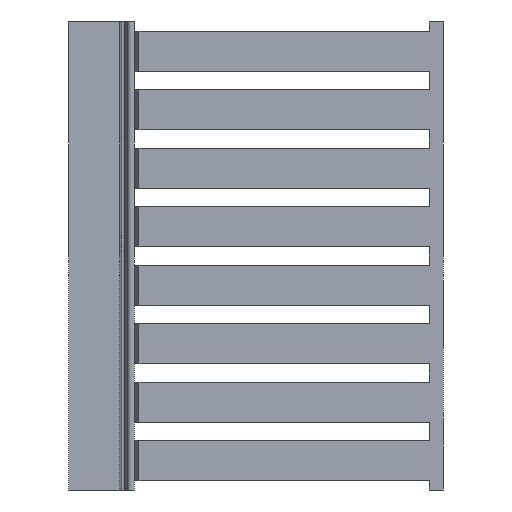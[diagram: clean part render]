
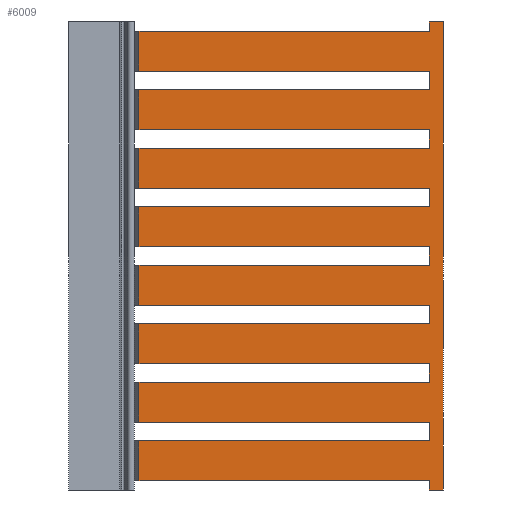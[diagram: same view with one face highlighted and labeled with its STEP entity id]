
A CAD part, left-side view. The second image highlights one B-rep face of the part: STEP entity #6009.
In plain terms, the highlighted planar face has unit normal (-1, 0, 0).
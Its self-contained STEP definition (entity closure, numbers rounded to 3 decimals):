
#559=DIRECTION('',(0.,0.,-1.));
#560=VECTOR('',#559,2.);
#561=CARTESIAN_POINT('',(-60.,3.,100.));
#562=LINE('',#561,#560);
#571=DIRECTION('',(0.,0.,-1.));
#572=VECTOR('',#571,4.);
#573=CARTESIAN_POINT('',(-60.,3.,89.5));
#574=LINE('',#573,#572);
#583=DIRECTION('',(0.,0.,-1.));
#584=VECTOR('',#583,4.);
#585=CARTESIAN_POINT('',(-60.,3.,77.));
#586=LINE('',#585,#584);
#595=DIRECTION('',(0.,0.,-1.));
#596=VECTOR('',#595,4.);
#597=CARTESIAN_POINT('',(-60.,3.,64.5));
#598=LINE('',#597,#596);
#607=DIRECTION('',(0.,0.,-1.));
#608=VECTOR('',#607,4.);
#609=CARTESIAN_POINT('',(-60.,3.,52.));
#610=LINE('',#609,#608);
#619=DIRECTION('',(0.,0.,-1.));
#620=VECTOR('',#619,4.);
#621=CARTESIAN_POINT('',(-60.,3.,39.5));
#622=LINE('',#621,#620);
#631=DIRECTION('',(0.,0.,-1.));
#632=VECTOR('',#631,4.);
#633=CARTESIAN_POINT('',(-60.,3.,27.));
#634=LINE('',#633,#632);
#643=DIRECTION('',(0.,0.,-1.));
#644=VECTOR('',#643,4.);
#645=CARTESIAN_POINT('',(-60.,3.,14.5));
#646=LINE('',#645,#644);
#655=DIRECTION('',(0.,0.,1.));
#656=VECTOR('',#655,2.);
#657=CARTESIAN_POINT('',(-60.,3.,0.));
#658=LINE('',#657,#656);
#875=DIRECTION('',(0.,1.,0.));
#876=VECTOR('',#875,3.);
#877=CARTESIAN_POINT('',(-60.,0.,0.));
#878=LINE('',#877,#876);
#883=DIRECTION('',(0.,0.,1.));
#884=VECTOR('',#883,8.5);
#885=CARTESIAN_POINT('',(-60.,65.,2.));
#886=LINE('',#885,#884);
#887=DIRECTION('',(0.,0.,1.));
#888=VECTOR('',#887,8.5);
#889=CARTESIAN_POINT('',(-60.,65.,14.5));
#890=LINE('',#889,#888);
#891=DIRECTION('',(0.,0.,1.));
#892=VECTOR('',#891,8.5);
#893=CARTESIAN_POINT('',(-60.,65.,27.));
#894=LINE('',#893,#892);
#895=DIRECTION('',(0.,0.,1.));
#896=VECTOR('',#895,8.5);
#897=CARTESIAN_POINT('',(-60.,65.,39.5));
#898=LINE('',#897,#896);
#899=DIRECTION('',(0.,0.,1.));
#900=VECTOR('',#899,8.5);
#901=CARTESIAN_POINT('',(-60.,65.,52.));
#902=LINE('',#901,#900);
#903=DIRECTION('',(0.,0.,1.));
#904=VECTOR('',#903,8.5);
#905=CARTESIAN_POINT('',(-60.,65.,64.5));
#906=LINE('',#905,#904);
#907=DIRECTION('',(0.,0.,1.));
#908=VECTOR('',#907,8.5);
#909=CARTESIAN_POINT('',(-60.,65.,77.));
#910=LINE('',#909,#908);
#911=DIRECTION('',(0.,0.,1.));
#912=VECTOR('',#911,8.5);
#913=CARTESIAN_POINT('',(-60.,65.,89.5));
#914=LINE('',#913,#912);
#915=DIRECTION('',(0.,0.,-1.));
#916=VECTOR('',#915,100.);
#917=CARTESIAN_POINT('',(-60.,0.,100.));
#918=LINE('',#917,#916);
#935=DIRECTION('',(0.,-1.,0.));
#936=VECTOR('',#935,62.);
#937=CARTESIAN_POINT('',(-60.,65.,2.));
#938=LINE('',#937,#936);
#1099=DIRECTION('',(0.,-1.,0.));
#1100=VECTOR('',#1099,62.);
#1101=CARTESIAN_POINT('',(-60.,65.,89.5));
#1102=LINE('',#1101,#1100);
#1159=DIRECTION('',(0.,1.,0.));
#1160=VECTOR('',#1159,3.);
#1161=CARTESIAN_POINT('',(-60.,0.,100.));
#1162=LINE('',#1161,#1160);
#1167=DIRECTION('',(0.,1.,0.));
#1168=VECTOR('',#1167,62.);
#1169=CARTESIAN_POINT('',(-60.,3.,98.));
#1170=LINE('',#1169,#1168);
#1235=DIRECTION('',(0.,1.,0.));
#1236=VECTOR('',#1235,62.);
#1237=CARTESIAN_POINT('',(-60.,3.,10.5));
#1238=LINE('',#1237,#1236);
#2013=DIRECTION('',(0.,-1.,0.));
#2014=VECTOR('',#2013,62.);
#2015=CARTESIAN_POINT('',(-60.,65.,77.));
#2016=LINE('',#2015,#2014);
#2137=DIRECTION('',(0.,1.,0.));
#2138=VECTOR('',#2137,62.);
#2139=CARTESIAN_POINT('',(-60.,3.,85.5));
#2140=LINE('',#2139,#2138);
#2345=DIRECTION('',(0.,-1.,0.));
#2346=VECTOR('',#2345,62.);
#2347=CARTESIAN_POINT('',(-60.,65.,64.5));
#2348=LINE('',#2347,#2346);
#2469=DIRECTION('',(0.,1.,0.));
#2470=VECTOR('',#2469,62.);
#2471=CARTESIAN_POINT('',(-60.,3.,73.));
#2472=LINE('',#2471,#2470);
#3083=DIRECTION('',(0.,1.,0.));
#3084=VECTOR('',#3083,62.);
#3085=CARTESIAN_POINT('',(-60.,3.,23.));
#3086=LINE('',#3085,#3084);
#3507=DIRECTION('',(0.,-1.,0.));
#3508=VECTOR('',#3507,62.);
#3509=CARTESIAN_POINT('',(-60.,65.,27.));
#3510=LINE('',#3509,#3508);
#3543=DIRECTION('',(0.,1.,0.));
#3544=VECTOR('',#3543,62.);
#3545=CARTESIAN_POINT('',(-60.,3.,35.5));
#3546=LINE('',#3545,#3544);
#3679=DIRECTION('',(0.,-1.,0.));
#3680=VECTOR('',#3679,62.);
#3681=CARTESIAN_POINT('',(-60.,65.,39.5));
#3682=LINE('',#3681,#3680);
#3715=DIRECTION('',(0.,1.,0.));
#3716=VECTOR('',#3715,62.);
#3717=CARTESIAN_POINT('',(-60.,3.,48.));
#3718=LINE('',#3717,#3716);
#3851=DIRECTION('',(0.,-1.,0.));
#3852=VECTOR('',#3851,62.);
#3853=CARTESIAN_POINT('',(-60.,65.,52.));
#3854=LINE('',#3853,#3852);
#3887=DIRECTION('',(0.,1.,0.));
#3888=VECTOR('',#3887,62.);
#3889=CARTESIAN_POINT('',(-60.,3.,60.5));
#3890=LINE('',#3889,#3888);
#3959=DIRECTION('',(0.,-1.,0.));
#3960=VECTOR('',#3959,62.);
#3961=CARTESIAN_POINT('',(-60.,65.,14.5));
#3962=LINE('',#3961,#3960);
#4795=CARTESIAN_POINT('',(-60.,0.,0.));
#4796=CARTESIAN_POINT('',(-60.,3.,0.));
#4797=VERTEX_POINT('',#4795);
#4798=VERTEX_POINT('',#4796);
#4799=CARTESIAN_POINT('',(-60.,3.,2.));
#4800=VERTEX_POINT('',#4799);
#4801=CARTESIAN_POINT('',(-60.,3.,14.5));
#4802=VERTEX_POINT('',#4801);
#4803=CARTESIAN_POINT('',(-60.,3.,10.5));
#4804=VERTEX_POINT('',#4803);
#4805=CARTESIAN_POINT('',(-60.,3.,27.));
#4806=VERTEX_POINT('',#4805);
#4807=CARTESIAN_POINT('',(-60.,3.,23.));
#4808=VERTEX_POINT('',#4807);
#4809=CARTESIAN_POINT('',(-60.,3.,39.5));
#4810=VERTEX_POINT('',#4809);
#4811=CARTESIAN_POINT('',(-60.,3.,35.5));
#4812=VERTEX_POINT('',#4811);
#4813=CARTESIAN_POINT('',(-60.,3.,52.));
#4814=VERTEX_POINT('',#4813);
#4815=CARTESIAN_POINT('',(-60.,3.,48.));
#4816=VERTEX_POINT('',#4815);
#4817=CARTESIAN_POINT('',(-60.,3.,64.5));
#4818=VERTEX_POINT('',#4817);
#4819=CARTESIAN_POINT('',(-60.,3.,60.5));
#4820=VERTEX_POINT('',#4819);
#4821=CARTESIAN_POINT('',(-60.,3.,77.));
#4822=VERTEX_POINT('',#4821);
#4823=CARTESIAN_POINT('',(-60.,3.,73.));
#4824=VERTEX_POINT('',#4823);
#4825=CARTESIAN_POINT('',(-60.,3.,89.5));
#4826=VERTEX_POINT('',#4825);
#4827=CARTESIAN_POINT('',(-60.,3.,85.5));
#4828=VERTEX_POINT('',#4827);
#4829=CARTESIAN_POINT('',(-60.,0.,100.));
#4830=CARTESIAN_POINT('',(-60.,3.,100.));
#4831=VERTEX_POINT('',#4829);
#4832=VERTEX_POINT('',#4830);
#4833=CARTESIAN_POINT('',(-60.,3.,98.));
#4834=VERTEX_POINT('',#4833);
#5096=CARTESIAN_POINT('',(-60.,65.,98.));
#5098=VERTEX_POINT('',#5096);
#5120=CARTESIAN_POINT('',(-60.,65.,85.5));
#5122=VERTEX_POINT('',#5120);
#5144=CARTESIAN_POINT('',(-60.,65.,73.));
#5146=VERTEX_POINT('',#5144);
#5168=CARTESIAN_POINT('',(-60.,65.,60.5));
#5170=VERTEX_POINT('',#5168);
#5192=CARTESIAN_POINT('',(-60.,65.,48.));
#5194=VERTEX_POINT('',#5192);
#5216=CARTESIAN_POINT('',(-60.,65.,35.5));
#5218=VERTEX_POINT('',#5216);
#5240=CARTESIAN_POINT('',(-60.,65.,23.));
#5242=VERTEX_POINT('',#5240);
#5264=CARTESIAN_POINT('',(-60.,65.,10.5));
#5266=VERTEX_POINT('',#5264);
#5288=CARTESIAN_POINT('',(-60.,65.,2.));
#5290=VERTEX_POINT('',#5288);
#5312=CARTESIAN_POINT('',(-60.,65.,14.5));
#5314=VERTEX_POINT('',#5312);
#5336=CARTESIAN_POINT('',(-60.,65.,27.));
#5338=VERTEX_POINT('',#5336);
#5360=CARTESIAN_POINT('',(-60.,65.,39.5));
#5362=VERTEX_POINT('',#5360);
#5384=CARTESIAN_POINT('',(-60.,65.,52.));
#5386=VERTEX_POINT('',#5384);
#5408=CARTESIAN_POINT('',(-60.,65.,64.5));
#5410=VERTEX_POINT('',#5408);
#5432=CARTESIAN_POINT('',(-60.,65.,77.));
#5434=VERTEX_POINT('',#5432);
#5456=CARTESIAN_POINT('',(-60.,65.,89.5));
#5458=VERTEX_POINT('',#5456);
#5941=CARTESIAN_POINT('',(-60.,62.6,0.));
#5942=DIRECTION('',(-1.,0.,0.));
#5943=DIRECTION('',(0.,-1.,0.));
#5944=AXIS2_PLACEMENT_3D('',#5941,#5942,#5943);
#5945=PLANE('',#5944);
#5947=ORIENTED_EDGE('',*,*,#5946,.F.);
#5949=ORIENTED_EDGE('',*,*,#5948,.T.);
#5951=ORIENTED_EDGE('',*,*,#5950,.F.);
#5952=ORIENTED_EDGE('',*,*,#5798,.F.);
#5954=ORIENTED_EDGE('',*,*,#5953,.F.);
#5956=ORIENTED_EDGE('',*,*,#5955,.T.);
#5958=ORIENTED_EDGE('',*,*,#5957,.F.);
#5959=ORIENTED_EDGE('',*,*,#5790,.F.);
#5961=ORIENTED_EDGE('',*,*,#5960,.F.);
#5963=ORIENTED_EDGE('',*,*,#5962,.T.);
#5965=ORIENTED_EDGE('',*,*,#5964,.F.);
#5966=ORIENTED_EDGE('',*,*,#5782,.F.);
#5968=ORIENTED_EDGE('',*,*,#5967,.F.);
#5970=ORIENTED_EDGE('',*,*,#5969,.T.);
#5972=ORIENTED_EDGE('',*,*,#5971,.F.);
#5973=ORIENTED_EDGE('',*,*,#5774,.F.);
#5975=ORIENTED_EDGE('',*,*,#5974,.F.);
#5977=ORIENTED_EDGE('',*,*,#5976,.T.);
#5979=ORIENTED_EDGE('',*,*,#5978,.F.);
#5980=ORIENTED_EDGE('',*,*,#5766,.F.);
#5982=ORIENTED_EDGE('',*,*,#5981,.F.);
#5984=ORIENTED_EDGE('',*,*,#5983,.T.);
#5986=ORIENTED_EDGE('',*,*,#5985,.F.);
#5987=ORIENTED_EDGE('',*,*,#5758,.F.);
#5989=ORIENTED_EDGE('',*,*,#5988,.F.);
#5991=ORIENTED_EDGE('',*,*,#5990,.T.);
#5993=ORIENTED_EDGE('',*,*,#5992,.F.);
#5994=ORIENTED_EDGE('',*,*,#5750,.F.);
#5996=ORIENTED_EDGE('',*,*,#5995,.F.);
#5998=ORIENTED_EDGE('',*,*,#5997,.T.);
#6000=ORIENTED_EDGE('',*,*,#5999,.F.);
#6001=ORIENTED_EDGE('',*,*,#5742,.F.);
#6003=ORIENTED_EDGE('',*,*,#6002,.F.);
#6004=ORIENTED_EDGE('',*,*,#5480,.T.);
#6005=ORIENTED_EDGE('',*,*,#5933,.T.);
#6006=ORIENTED_EDGE('',*,*,#5806,.T.);
#6007=EDGE_LOOP('',(#5947,#5949,#5951,#5952,#5954,#5956,#5958,#5959,#5961,#5963,
#5965,#5966,#5968,#5970,#5972,#5973,#5975,#5977,#5979,#5980,#5982,#5984,#5986,
#5987,#5989,#5991,#5993,#5994,#5996,#5998,#6000,#6001,#6003,#6004,#6005,#6006));
#6008=FACE_OUTER_BOUND('',#6007,.F.);
#5480=EDGE_CURVE('',#4831,#4797,#918,.T.);
#5742=EDGE_CURVE('',#4832,#4834,#562,.T.);
#5750=EDGE_CURVE('',#4826,#4828,#574,.T.);
#5758=EDGE_CURVE('',#4822,#4824,#586,.T.);
#5766=EDGE_CURVE('',#4818,#4820,#598,.T.);
#5774=EDGE_CURVE('',#4814,#4816,#610,.T.);
#5782=EDGE_CURVE('',#4810,#4812,#622,.T.);
#5790=EDGE_CURVE('',#4806,#4808,#634,.T.);
#5798=EDGE_CURVE('',#4802,#4804,#646,.T.);
#5806=EDGE_CURVE('',#4798,#4800,#658,.T.);
#5933=EDGE_CURVE('',#4797,#4798,#878,.T.);
#5946=EDGE_CURVE('',#5290,#4800,#938,.T.);
#5948=EDGE_CURVE('',#5290,#5266,#886,.T.);
#5950=EDGE_CURVE('',#4804,#5266,#1238,.T.);
#5953=EDGE_CURVE('',#5314,#4802,#3962,.T.);
#5955=EDGE_CURVE('',#5314,#5242,#890,.T.);
#5957=EDGE_CURVE('',#4808,#5242,#3086,.T.);
#5960=EDGE_CURVE('',#5338,#4806,#3510,.T.);
#5962=EDGE_CURVE('',#5338,#5218,#894,.T.);
#5964=EDGE_CURVE('',#4812,#5218,#3546,.T.);
#5967=EDGE_CURVE('',#5362,#4810,#3682,.T.);
#5969=EDGE_CURVE('',#5362,#5194,#898,.T.);
#5971=EDGE_CURVE('',#4816,#5194,#3718,.T.);
#5974=EDGE_CURVE('',#5386,#4814,#3854,.T.);
#5976=EDGE_CURVE('',#5386,#5170,#902,.T.);
#5978=EDGE_CURVE('',#4820,#5170,#3890,.T.);
#5981=EDGE_CURVE('',#5410,#4818,#2348,.T.);
#5983=EDGE_CURVE('',#5410,#5146,#906,.T.);
#5985=EDGE_CURVE('',#4824,#5146,#2472,.T.);
#5988=EDGE_CURVE('',#5434,#4822,#2016,.T.);
#5990=EDGE_CURVE('',#5434,#5122,#910,.T.);
#5992=EDGE_CURVE('',#4828,#5122,#2140,.T.);
#5995=EDGE_CURVE('',#5458,#4826,#1102,.T.);
#5997=EDGE_CURVE('',#5458,#5098,#914,.T.);
#5999=EDGE_CURVE('',#4834,#5098,#1170,.T.);
#6002=EDGE_CURVE('',#4831,#4832,#1162,.T.);
#6009=ADVANCED_FACE('',(#6008),#5945,.T.);
